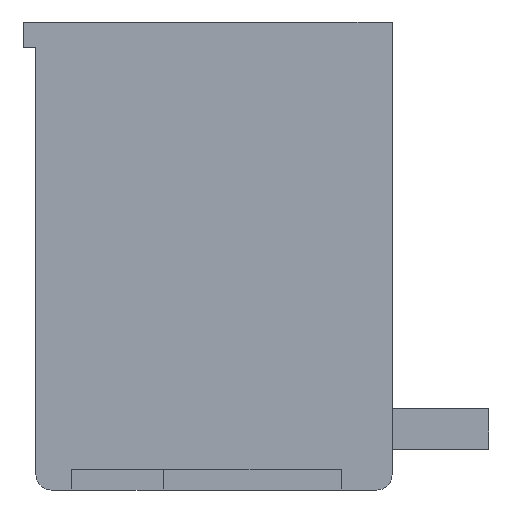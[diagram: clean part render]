
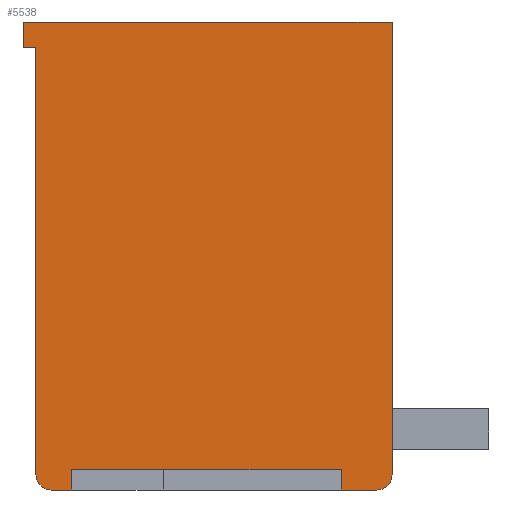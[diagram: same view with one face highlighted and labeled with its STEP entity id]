
A CAD part, left-side view. The second image highlights one B-rep face of the part: STEP entity #5538.
In plain terms, the highlighted planar face has unit normal (-1, 0, 0).
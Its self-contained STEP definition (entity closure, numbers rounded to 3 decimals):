
#134=DIRECTION('',(0.,-1.,0.));
#135=VECTOR('',#134,5.3);
#136=CARTESIAN_POINT('',(-8.12,2.925,-8.8));
#137=LINE('',#136,#135);
#138=DIRECTION('',(0.,0.,1.));
#139=VECTOR('',#138,0.4);
#140=CARTESIAN_POINT('',(-8.12,2.925,-9.2));
#141=LINE('',#140,#139);
#142=DIRECTION('',(0.,1.,0.));
#143=VECTOR('',#142,0.4);
#144=CARTESIAN_POINT('',(-8.12,2.925,-9.2));
#145=LINE('',#144,#143);
#146=CARTESIAN_POINT('',(-8.12,3.325,-8.9));
#147=DIRECTION('',(1.,0.,0.));
#148=DIRECTION('',(0.,0.,-1.));
#149=AXIS2_PLACEMENT_3D('',#146,#147,#148);
#151=DIRECTION('',(0.,0.,1.));
#152=VECTOR('',#151,8.4);
#153=CARTESIAN_POINT('',(-8.12,3.625,-8.9));
#154=LINE('',#153,#152);
#155=DIRECTION('',(0.,1.,0.));
#156=VECTOR('',#155,0.25);
#157=CARTESIAN_POINT('',(-8.12,3.625,-0.5));
#158=LINE('',#157,#156);
#159=DIRECTION('',(0.,0.,1.));
#160=VECTOR('',#159,0.5);
#161=CARTESIAN_POINT('',(-8.12,3.875,-0.5));
#162=LINE('',#161,#160);
#163=DIRECTION('',(0.,-1.,0.));
#164=VECTOR('',#163,7.25);
#165=CARTESIAN_POINT('',(-8.12,3.875,0.));
#166=LINE('',#165,#164);
#167=DIRECTION('',(0.,0.,-1.));
#168=VECTOR('',#167,8.9);
#169=CARTESIAN_POINT('',(-8.12,-3.375,0.));
#170=LINE('',#169,#168);
#171=CARTESIAN_POINT('',(-8.12,-3.075,-8.9));
#172=DIRECTION('',(1.,0.,0.));
#173=DIRECTION('',(0.,-1.,0.));
#174=AXIS2_PLACEMENT_3D('',#171,#172,#173);
#176=DIRECTION('',(0.,1.,0.));
#177=VECTOR('',#176,0.7);
#178=CARTESIAN_POINT('',(-8.12,-3.075,-9.2));
#179=LINE('',#178,#177);
#180=DIRECTION('',(0.,0.,1.));
#181=VECTOR('',#180,0.4);
#182=CARTESIAN_POINT('',(-8.12,-2.375,-9.2));
#183=LINE('',#182,#181);
#4638=CARTESIAN_POINT('',(-8.12,3.875,-0.5));
#4639=CARTESIAN_POINT('',(-8.12,3.875,0.));
#4640=VERTEX_POINT('',#4638);
#4641=VERTEX_POINT('',#4639);
#4642=CARTESIAN_POINT('',(-8.12,-3.375,0.));
#4643=VERTEX_POINT('',#4642);
#4644=CARTESIAN_POINT('',(-8.12,-3.375,-8.9));
#4645=VERTEX_POINT('',#4644);
#4646=CARTESIAN_POINT('',(-8.12,-3.075,-9.2));
#4647=VERTEX_POINT('',#4646);
#4648=CARTESIAN_POINT('',(-8.12,3.325,-9.2));
#4649=CARTESIAN_POINT('',(-8.12,3.625,-8.9));
#4650=VERTEX_POINT('',#4648);
#4651=VERTEX_POINT('',#4649);
#4652=CARTESIAN_POINT('',(-8.12,3.625,-0.5));
#4653=VERTEX_POINT('',#4652);
#4708=CARTESIAN_POINT('',(-8.12,2.925,-8.8));
#4709=CARTESIAN_POINT('',(-8.12,-2.375,-8.8));
#4710=VERTEX_POINT('',#4708);
#4711=VERTEX_POINT('',#4709);
#4712=CARTESIAN_POINT('',(-8.12,2.925,-9.2));
#4713=VERTEX_POINT('',#4712);
#4750=CARTESIAN_POINT('',(-8.12,-2.375,-9.2));
#4751=VERTEX_POINT('',#4750);
#5507=CARTESIAN_POINT('',(-8.12,0.,0.));
#5508=DIRECTION('',(1.,0.,0.));
#5509=DIRECTION('',(0.,0.,-1.));
#5510=AXIS2_PLACEMENT_3D('',#5507,#5508,#5509);
#5511=PLANE('',#5510);
#5513=ORIENTED_EDGE('',*,*,#5512,.F.);
#5515=ORIENTED_EDGE('',*,*,#5514,.F.);
#5517=ORIENTED_EDGE('',*,*,#5516,.T.);
#5519=ORIENTED_EDGE('',*,*,#5518,.T.);
#5521=ORIENTED_EDGE('',*,*,#5520,.T.);
#5523=ORIENTED_EDGE('',*,*,#5522,.T.);
#5525=ORIENTED_EDGE('',*,*,#5524,.T.);
#5527=ORIENTED_EDGE('',*,*,#5526,.T.);
#5529=ORIENTED_EDGE('',*,*,#5528,.T.);
#5531=ORIENTED_EDGE('',*,*,#5530,.T.);
#5533=ORIENTED_EDGE('',*,*,#5532,.T.);
#5535=ORIENTED_EDGE('',*,*,#5534,.T.);
#5536=EDGE_LOOP('',(#5513,#5515,#5517,#5519,#5521,#5523,#5525,#5527,#5529,#5531,
#5533,#5535));
#5537=FACE_OUTER_BOUND('',#5536,.F.);
#150=CIRCLE('',#149,0.3);
#175=CIRCLE('',#174,0.3);
#5512=EDGE_CURVE('',#4710,#4711,#137,.T.);
#5514=EDGE_CURVE('',#4713,#4710,#141,.T.);
#5516=EDGE_CURVE('',#4713,#4650,#145,.T.);
#5518=EDGE_CURVE('',#4650,#4651,#150,.T.);
#5520=EDGE_CURVE('',#4651,#4653,#154,.T.);
#5522=EDGE_CURVE('',#4653,#4640,#158,.T.);
#5524=EDGE_CURVE('',#4640,#4641,#162,.T.);
#5526=EDGE_CURVE('',#4641,#4643,#166,.T.);
#5528=EDGE_CURVE('',#4643,#4645,#170,.T.);
#5530=EDGE_CURVE('',#4645,#4647,#175,.T.);
#5532=EDGE_CURVE('',#4647,#4751,#179,.T.);
#5534=EDGE_CURVE('',#4751,#4711,#183,.T.);
#5538=ADVANCED_FACE('',(#5537),#5511,.F.);
